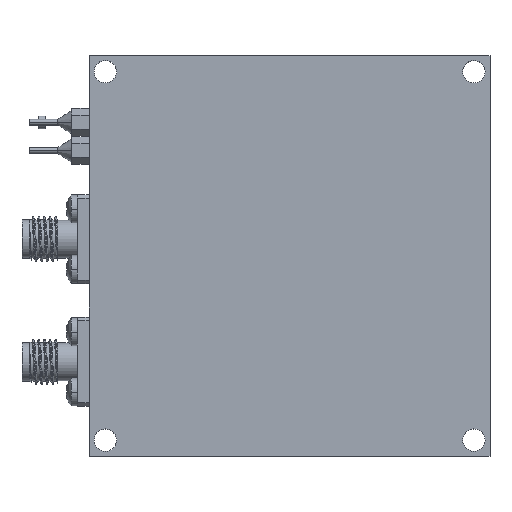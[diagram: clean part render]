
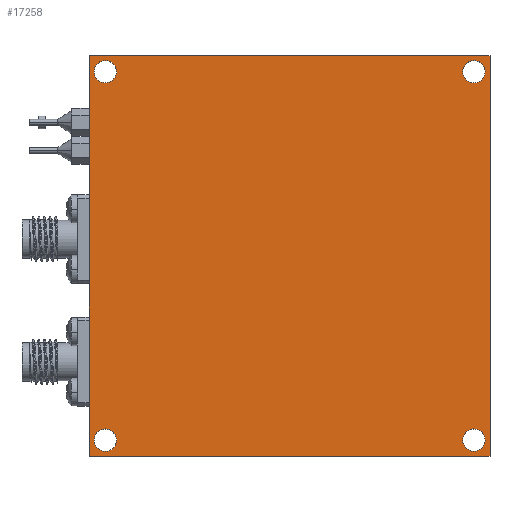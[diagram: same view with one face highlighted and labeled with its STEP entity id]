
A CAD part, top view. The second image highlights one B-rep face of the part: STEP entity #17258.
In plain terms, the highlighted planar face has unit normal (0, 0, 1).
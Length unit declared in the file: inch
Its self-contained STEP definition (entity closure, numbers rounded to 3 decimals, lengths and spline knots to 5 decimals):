
#239 = CIRCLE ( 'NONE', #4377, 0.06299 ) ;
#462 = CARTESIAN_POINT ( 'NONE',  ( 0.02756, 0.09055, 0.61811 ) ) ;
#499 = DIRECTION ( 'NONE',  ( -1., 0., 0. ) ) ;
#681 = AXIS2_PLACEMENT_3D ( 'NONE', #11733, #9137, #16409 ) ;
#727 = EDGE_LOOP ( 'NONE', ( #4756, #29311 ) ) ;
#1174 = AXIS2_PLACEMENT_3D ( 'NONE', #6697, #29057, #28413 ) ;
#1425 = EDGE_CURVE ( 'NONE', #11631, #25813, #7577, .T. ) ;
#1704 = CIRCLE ( 'NONE', #681, 0.06299 ) ;
#1868 = AXIS2_PLACEMENT_3D ( 'NONE', #29514, #15238, #499 ) ;
#1999 = CARTESIAN_POINT ( 'NONE',  ( 0., 0., 0.61811 ) ) ;
#3495 = EDGE_CURVE ( 'NONE', #20876, #4404, #1704, .T. ) ;
#3763 = CIRCLE ( 'NONE', #1174, 0.06299 ) ;
#4255 = DIRECTION ( 'NONE',  ( -1., 0., 0. ) ) ;
#4335 = LINE ( 'NONE', #9524, #24420 ) ;
#4377 = AXIS2_PLACEMENT_3D ( 'NONE', #7838, #27614, #25189 ) ;
#4404 = VERTEX_POINT ( 'NONE', #27659 ) ;
#4756 = ORIENTED_EDGE ( 'NONE', *, *, #3495, .T. ) ;
#4759 = DIRECTION ( 'NONE',  ( 0., 0., -1. ) ) ;
#4948 = DIRECTION ( 'NONE',  ( -1., 0., 0. ) ) ;
#4979 = VERTEX_POINT ( 'NONE', #26077 ) ;
#5556 = CARTESIAN_POINT ( 'NONE',  ( 2.25197, 0., 0.61811 ) ) ;
#5657 = CARTESIAN_POINT ( 'NONE',  ( 0.09055, 2.16142, 0.61811 ) ) ;
#5897 = CARTESIAN_POINT ( 'NONE',  ( 2.22441, 0.09055, 0.61811 ) ) ;
#6697 = CARTESIAN_POINT ( 'NONE',  ( 0.09055, 2.16142, 0.61811 ) ) ;
#7009 = CARTESIAN_POINT ( 'NONE',  ( 0.02756, 2.16142, 0.61811 ) ) ;
#7204 = FACE_BOUND ( 'NONE', #727, .T. ) ;
#7321 = ORIENTED_EDGE ( 'NONE', *, *, #31047, .T. ) ;
#7380 = LINE ( 'NONE', #31376, #18225 ) ;
#7577 = CIRCLE ( 'NONE', #1868, 0.06299 ) ;
#7838 = CARTESIAN_POINT ( 'NONE',  ( 2.16142, 2.16142, 0.61811 ) ) ;
#8015 = CARTESIAN_POINT ( 'NONE',  ( 2.16142, 0.09055, 0.61811 ) ) ;
#8044 = CARTESIAN_POINT ( 'NONE',  ( 2.25197, 2.25197, 0.61811 ) ) ;
#8261 = DIRECTION ( 'NONE',  ( 1., 0., 0. ) ) ;
#8272 = CARTESIAN_POINT ( 'NONE',  ( 0., 2.25197, 0.61811 ) ) ;
#8374 = AXIS2_PLACEMENT_3D ( 'NONE', #23857, #26784, #14114 ) ;
#8399 = CARTESIAN_POINT ( 'NONE',  ( 2.22441, 2.16142, 0.61811 ) ) ;
#8793 = CARTESIAN_POINT ( 'NONE',  ( 2.25197, 0., 0.61811 ) ) ;
#9137 = DIRECTION ( 'NONE',  ( 0., 0., -1. ) ) ;
#9524 = CARTESIAN_POINT ( 'NONE',  ( 0., 0., 0.61811 ) ) ;
#9786 = FACE_BOUND ( 'NONE', #29892, .T. ) ;
#9901 = VERTEX_POINT ( 'NONE', #7009 ) ;
#9962 = DIRECTION ( 'NONE',  ( -1., 0., 0. ) ) ;
#10087 = ORIENTED_EDGE ( 'NONE', *, *, #10199, .T. ) ;
#10199 = EDGE_CURVE ( 'NONE', #4979, #13222, #21037, .T. ) ;
#10520 = DIRECTION ( 'NONE',  ( 0., 0., -1. ) ) ;
#10696 = CARTESIAN_POINT ( 'NONE',  ( 0.15354, 2.16142, 0.61811 ) ) ;
#10805 = EDGE_LOOP ( 'NONE', ( #7321, #29207 ) ) ;
#11221 = CARTESIAN_POINT ( 'NONE',  ( 2.09843, 0.09055, 0.61811 ) ) ;
#11483 = VECTOR ( 'NONE', #18630, 39.37008 ) ;
#11631 = VERTEX_POINT ( 'NONE', #8399 ) ;
#11733 = CARTESIAN_POINT ( 'NONE',  ( 0.09055, 0.09055, 0.61811 ) ) ;
#13222 = VERTEX_POINT ( 'NONE', #5556 ) ;
#13271 = ORIENTED_EDGE ( 'NONE', *, *, #21640, .T. ) ;
#13372 = AXIS2_PLACEMENT_3D ( 'NONE', #8015, #15289, #9962 ) ;
#14114 = DIRECTION ( 'NONE',  ( -1., 0., 0. ) ) ;
#14629 = PLANE ( 'NONE',  #22967 ) ;
#14956 = FACE_OUTER_BOUND ( 'NONE', #22575, .T. ) ;
#15203 = EDGE_CURVE ( 'NONE', #28310, #9901, #3763, .T. ) ;
#15238 = DIRECTION ( 'NONE',  ( 0., 0., -1. ) ) ;
#15289 = DIRECTION ( 'NONE',  ( 0., 0., -1. ) ) ;
#16058 = EDGE_CURVE ( 'NONE', #31881, #17798, #7380, .T. ) ;
#16388 = CIRCLE ( 'NONE', #20607, 0.06299 ) ;
#16409 = DIRECTION ( 'NONE',  ( -1., 0., 0. ) ) ;
#16498 = AXIS2_PLACEMENT_3D ( 'NONE', #5657, #10520, #22819 ) ;
#17145 = ORIENTED_EDGE ( 'NONE', *, *, #26164, .T. ) ;
#17258 = ADVANCED_FACE ( 'NONE', ( #22245, #7204, #9786, #31681, #14956 ), #14629, .F. ) ;
#17798 = VERTEX_POINT ( 'NONE', #8272 ) ;
#18225 = VECTOR ( 'NONE', #4948, 39.37008 ) ;
#18248 = VECTOR ( 'NONE', #8261, 39.37008 ) ;
#18630 = DIRECTION ( 'NONE',  ( 0., 1., 0. ) ) ;
#19798 = DIRECTION ( 'NONE',  ( 0., -1., 0. ) ) ;
#20559 = CARTESIAN_POINT ( 'NONE',  ( 0., 0., 0.61811 ) ) ;
#20607 = AXIS2_PLACEMENT_3D ( 'NONE', #31661, #21915, #4255 ) ;
#20876 = VERTEX_POINT ( 'NONE', #462 ) ;
#21037 = LINE ( 'NONE', #20559, #18248 ) ;
#21095 = LINE ( 'NONE', #8793, #11483 ) ;
#21640 = EDGE_CURVE ( 'NONE', #23874, #31183, #25320, .T. ) ;
#21915 = DIRECTION ( 'NONE',  ( 0., 0., -1. ) ) ;
#21999 = EDGE_CURVE ( 'NONE', #9901, #28310, #23255, .T. ) ;
#22245 = FACE_BOUND ( 'NONE', #25694, .T. ) ;
#22575 = EDGE_LOOP ( 'NONE', ( #29238, #10087, #23785, #25335 ) ) ;
#22819 = DIRECTION ( 'NONE',  ( -1., 0., 0. ) ) ;
#22967 = AXIS2_PLACEMENT_3D ( 'NONE', #1999, #4759, #19798 ) ;
#23031 = EDGE_CURVE ( 'NONE', #4404, #20876, #16388, .T. ) ;
#23255 = CIRCLE ( 'NONE', #16498, 0.06299 ) ;
#23733 = CARTESIAN_POINT ( 'NONE',  ( 2.09843, 2.16142, 0.61811 ) ) ;
#23771 = DIRECTION ( 'NONE',  ( 0., -1., 0. ) ) ;
#23785 = ORIENTED_EDGE ( 'NONE', *, *, #27198, .T. ) ;
#23857 = CARTESIAN_POINT ( 'NONE',  ( 2.16142, 0.09055, 0.61811 ) ) ;
#23874 = VERTEX_POINT ( 'NONE', #5897 ) ;
#24420 = VECTOR ( 'NONE', #23771, 39.37008 ) ;
#25189 = DIRECTION ( 'NONE',  ( -1., 0., 0. ) ) ;
#25320 = CIRCLE ( 'NONE', #13372, 0.06299 ) ;
#25335 = ORIENTED_EDGE ( 'NONE', *, *, #16058, .T. ) ;
#25694 = EDGE_LOOP ( 'NONE', ( #17145, #13271 ) ) ;
#25813 = VERTEX_POINT ( 'NONE', #23733 ) ;
#26077 = CARTESIAN_POINT ( 'NONE',  ( 0., 0., 0.61811 ) ) ;
#26164 = EDGE_CURVE ( 'NONE', #31183, #23874, #31117, .T. ) ;
#26784 = DIRECTION ( 'NONE',  ( 0., 0., -1. ) ) ;
#26835 = EDGE_CURVE ( 'NONE', #17798, #4979, #4335, .T. ) ;
#27198 = EDGE_CURVE ( 'NONE', #13222, #31881, #21095, .T. ) ;
#27614 = DIRECTION ( 'NONE',  ( 0., 0., -1. ) ) ;
#27659 = CARTESIAN_POINT ( 'NONE',  ( 0.15354, 0.09055, 0.61811 ) ) ;
#28061 = ORIENTED_EDGE ( 'NONE', *, *, #21999, .T. ) ;
#28310 = VERTEX_POINT ( 'NONE', #10696 ) ;
#28413 = DIRECTION ( 'NONE',  ( -1., 0., 0. ) ) ;
#29057 = DIRECTION ( 'NONE',  ( 0., 0., -1. ) ) ;
#29207 = ORIENTED_EDGE ( 'NONE', *, *, #1425, .T. ) ;
#29238 = ORIENTED_EDGE ( 'NONE', *, *, #26835, .T. ) ;
#29311 = ORIENTED_EDGE ( 'NONE', *, *, #23031, .T. ) ;
#29514 = CARTESIAN_POINT ( 'NONE',  ( 2.16142, 2.16142, 0.61811 ) ) ;
#29892 = EDGE_LOOP ( 'NONE', ( #28061, #30520 ) ) ;
#30520 = ORIENTED_EDGE ( 'NONE', *, *, #15203, .T. ) ;
#31047 = EDGE_CURVE ( 'NONE', #25813, #11631, #239, .T. ) ;
#31117 = CIRCLE ( 'NONE', #8374, 0.06299 ) ;
#31183 = VERTEX_POINT ( 'NONE', #11221 ) ;
#31376 = CARTESIAN_POINT ( 'NONE',  ( 0., 2.25197, 0.61811 ) ) ;
#31661 = CARTESIAN_POINT ( 'NONE',  ( 0.09055, 0.09055, 0.61811 ) ) ;
#31681 = FACE_BOUND ( 'NONE', #10805, .T. ) ;
#31881 = VERTEX_POINT ( 'NONE', #8044 ) ;
